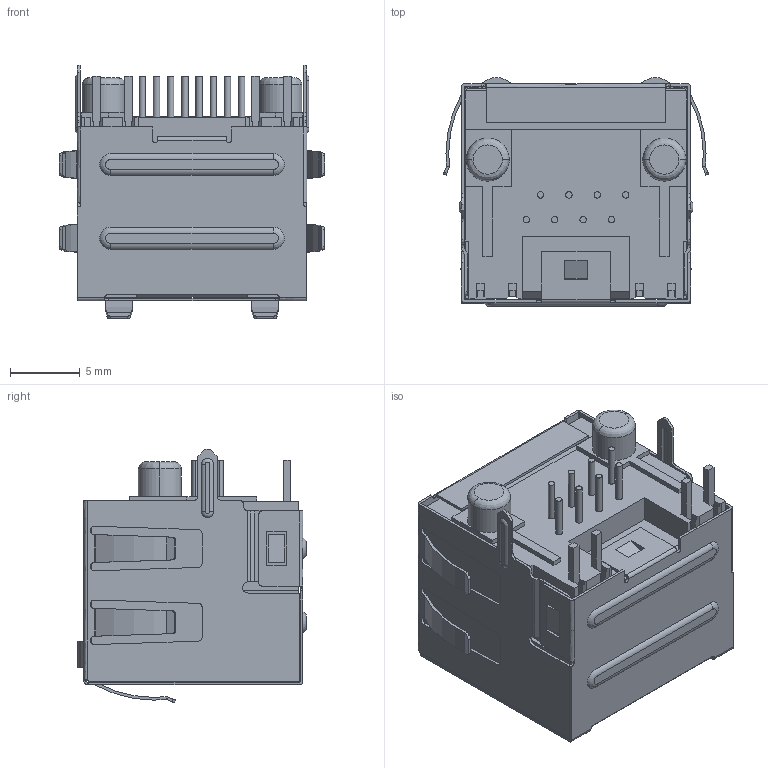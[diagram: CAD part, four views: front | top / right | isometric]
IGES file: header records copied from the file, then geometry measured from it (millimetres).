
Start section:  PTC IGES file: DGKYD561188DE4A6DY1HF057.igs
Global section: file name: DGKYD561188DE4A6DY1HF057.igs; native system: Creo Parametric by PTC Inc.; preprocessor: 2018400; author: Administrator; organization: Unknown; date: 20210810.163721; units: millimetre
Bounding box: 19.06 x 16.46 x 18.21 mm (x, y, z)
Volume: 1714.7 mm3; surface area: 4801.3 mm2
Topology: 1 solids, 1 shells, 956 faces, 2659 edges, 1710 vertices
Faces by surface type: bspline 681, revolution 275
